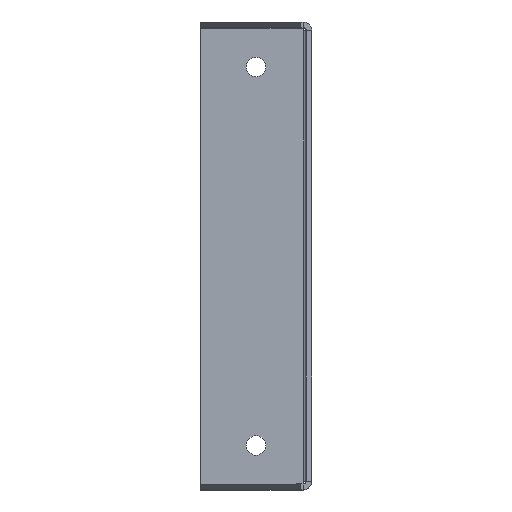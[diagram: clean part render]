
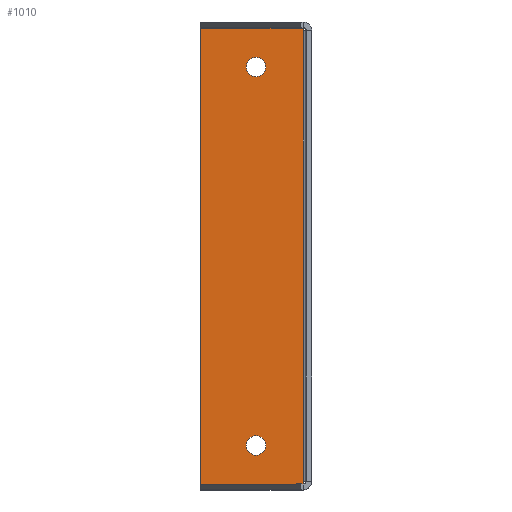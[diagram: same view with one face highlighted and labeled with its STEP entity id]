
A CAD part, top view. The second image highlights one B-rep face of the part: STEP entity #1010.
In plain terms, the highlighted planar face has unit normal (0, 0, 1).
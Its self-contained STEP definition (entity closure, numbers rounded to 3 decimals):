
#4 = VERTEX_POINT ( 'NONE', #1963 ) ;
#21 = VECTOR ( 'NONE', #2379, 1000. ) ;
#43 = ORIENTED_EDGE ( 'NONE', *, *, #2288, .F. ) ;
#56 = EDGE_CURVE ( 'NONE', #1197, #944, #681, .T. ) ;
#64 = VERTEX_POINT ( 'NONE', #1038 ) ;
#90 = CARTESIAN_POINT ( 'NONE',  ( -1.5, -60.527, -0.85 ) ) ;
#200 = LINE ( 'NONE', #1654, #1937 ) ;
#210 = DIRECTION ( 'NONE',  ( 1., 0., 0. ) ) ;
#301 = CARTESIAN_POINT ( 'NONE',  ( -8.25, 34., -0.85 ) ) ;
#342 = DIRECTION ( 'NONE',  ( -1., 0., 0. ) ) ;
#375 = DIRECTION ( 'NONE',  ( 1., 0., 0. ) ) ;
#376 = CARTESIAN_POINT ( 'NONE',  ( -1.5, 60.527, -0.85 ) ) ;
#429 = CIRCLE ( 'NONE', #2099, 1.75 ) ;
#433 = CARTESIAN_POINT ( 'NONE',  ( -8.25, -34., -0.85 ) ) ;
#458 = FACE_BOUND ( 'NONE', #2193, .T. ) ;
#462 = DIRECTION ( 'NONE',  ( 0., 0., 1. ) ) ;
#464 = EDGE_CURVE ( 'NONE', #887, #1197, #1883, .T. ) ;
#469 = EDGE_CURVE ( 'NONE', #4, #2203, #2128, .T. ) ;
#592 = DIRECTION ( 'NONE',  ( 1., 0., 0. ) ) ;
#651 = CARTESIAN_POINT ( 'NONE',  ( -10., 34., -0.85 ) ) ;
#654 = EDGE_CURVE ( 'NONE', #2203, #4, #1740, .T. ) ;
#661 = AXIS2_PLACEMENT_3D ( 'NONE', #938, #2251, #592 ) ;
#672 = VECTOR ( 'NONE', #2408, 1000. ) ;
#681 = LINE ( 'NONE', #1419, #21 ) ;
#682 = EDGE_CURVE ( 'NONE', #691, #2003, #1167, .T. ) ;
#691 = VERTEX_POINT ( 'NONE', #1091 ) ;
#700 = LINE ( 'NONE', #2170, #1476 ) ;
#707 = ORIENTED_EDGE ( 'NONE', *, *, #56, .F. ) ;
#709 = VECTOR ( 'NONE', #1062, 1000. ) ;
#713 = AXIS2_PLACEMENT_3D ( 'NONE', #1306, #1468, #375 ) ;
#731 = VECTOR ( 'NONE', #1921, 1000. ) ;
#734 = FACE_OUTER_BOUND ( 'NONE', #937, .T. ) ;
#754 = DIRECTION ( 'NONE',  ( 1., 0., 0. ) ) ;
#887 = VERTEX_POINT ( 'NONE', #1917 ) ;
#933 = DIRECTION ( 'NONE',  ( 0., 0., 1. ) ) ;
#937 = EDGE_LOOP ( 'NONE', ( #2083, #942, #1866, #707, #1466, #1450 ) ) ;
#938 = CARTESIAN_POINT ( 'NONE',  ( -10., -34., -0.85 ) ) ;
#942 = ORIENTED_EDGE ( 'NONE', *, *, #2065, .T. ) ;
#944 = VERTEX_POINT ( 'NONE', #1739 ) ;
#1010 = ADVANCED_FACE ( 'NONE', ( #458, #2033, #734 ), #1475, .T. ) ;
#1038 = CARTESIAN_POINT ( 'NONE',  ( -11.75, -34., -0.85 ) ) ;
#1062 = DIRECTION ( 'NONE',  ( 0., -1., 0. ) ) ;
#1091 = CARTESIAN_POINT ( 'NONE',  ( -20., -42., -0.85 ) ) ;
#1115 = CARTESIAN_POINT ( 'NONE',  ( -20., 40.5, -0.85 ) ) ;
#1122 = CARTESIAN_POINT ( 'NONE',  ( -20., 42., -0.85 ) ) ;
#1143 = DIRECTION ( 'NONE',  ( 1., 0., 0. ) ) ;
#1151 = CARTESIAN_POINT ( 'NONE',  ( -10., -34., -0.85 ) ) ;
#1159 = EDGE_CURVE ( 'NONE', #64, #1500, #429, .T. ) ;
#1167 = LINE ( 'NONE', #1115, #672 ) ;
#1197 = VERTEX_POINT ( 'NONE', #2322 ) ;
#1306 = CARTESIAN_POINT ( 'NONE',  ( -10., 34., -0.85 ) ) ;
#1334 = EDGE_CURVE ( 'NONE', #1360, #944, #1878, .T. ) ;
#1357 = DIRECTION ( 'NONE',  ( 0., 0., 1. ) ) ;
#1360 = VERTEX_POINT ( 'NONE', #1895 ) ;
#1419 = CARTESIAN_POINT ( 'NONE',  ( -1.5, 40.5, -0.85 ) ) ;
#1450 = ORIENTED_EDGE ( 'NONE', *, *, #1882, .T. ) ;
#1466 = ORIENTED_EDGE ( 'NONE', *, *, #464, .F. ) ;
#1468 = DIRECTION ( 'NONE',  ( 0., 0., 1. ) ) ;
#1475 = PLANE ( 'NONE',  #1829 ) ;
#1476 = VECTOR ( 'NONE', #342, 1000. ) ;
#1500 = VERTEX_POINT ( 'NONE', #433 ) ;
#1654 = CARTESIAN_POINT ( 'NONE',  ( -1.5, -42., -0.85 ) ) ;
#1675 = CARTESIAN_POINT ( 'NONE',  ( 0., 0., -0.85 ) ) ;
#1739 = CARTESIAN_POINT ( 'NONE',  ( -1.5, -40.5, -0.85 ) ) ;
#1740 = CIRCLE ( 'NONE', #713, 1.75 ) ;
#1745 = AXIS2_PLACEMENT_3D ( 'NONE', #651, #462, #2319 ) ;
#1775 = ORIENTED_EDGE ( 'NONE', *, *, #469, .F. ) ;
#1829 = AXIS2_PLACEMENT_3D ( 'NONE', #1675, #933, #210 ) ;
#1832 = ORIENTED_EDGE ( 'NONE', *, *, #654, .F. ) ;
#1837 = ORIENTED_EDGE ( 'NONE', *, *, #1159, .F. ) ;
#1866 = ORIENTED_EDGE ( 'NONE', *, *, #1334, .T. ) ;
#1878 = LINE ( 'NONE', #90, #731 ) ;
#1882 = EDGE_CURVE ( 'NONE', #887, #2003, #700, .T. ) ;
#1883 = LINE ( 'NONE', #376, #709 ) ;
#1895 = CARTESIAN_POINT ( 'NONE',  ( -1.5, -42., -0.85 ) ) ;
#1917 = CARTESIAN_POINT ( 'NONE',  ( -1.5, 42., -0.85 ) ) ;
#1921 = DIRECTION ( 'NONE',  ( 0., 1., 0. ) ) ;
#1937 = VECTOR ( 'NONE', #754, 1000. ) ;
#1963 = CARTESIAN_POINT ( 'NONE',  ( -11.75, 34., -0.85 ) ) ;
#2003 = VERTEX_POINT ( 'NONE', #1122 ) ;
#2033 = FACE_BOUND ( 'NONE', #2108, .T. ) ;
#2065 = EDGE_CURVE ( 'NONE', #691, #1360, #200, .T. ) ;
#2083 = ORIENTED_EDGE ( 'NONE', *, *, #682, .F. ) ;
#2099 = AXIS2_PLACEMENT_3D ( 'NONE', #1151, #1357, #1143 ) ;
#2108 = EDGE_LOOP ( 'NONE', ( #43, #1837 ) ) ;
#2128 = CIRCLE ( 'NONE', #1745, 1.75 ) ;
#2170 = CARTESIAN_POINT ( 'NONE',  ( -20., 42., -0.85 ) ) ;
#2193 = EDGE_LOOP ( 'NONE', ( #1832, #1775 ) ) ;
#2203 = VERTEX_POINT ( 'NONE', #301 ) ;
#2251 = DIRECTION ( 'NONE',  ( 0., 0., 1. ) ) ;
#2288 = EDGE_CURVE ( 'NONE', #1500, #64, #2356, .T. ) ;
#2319 = DIRECTION ( 'NONE',  ( 1., 0., 0. ) ) ;
#2322 = CARTESIAN_POINT ( 'NONE',  ( -1.5, 40.5, -0.85 ) ) ;
#2356 = CIRCLE ( 'NONE', #661, 1.75 ) ;
#2379 = DIRECTION ( 'NONE',  ( 0., -1., 0. ) ) ;
#2408 = DIRECTION ( 'NONE',  ( 0., 1., 0. ) ) ;
